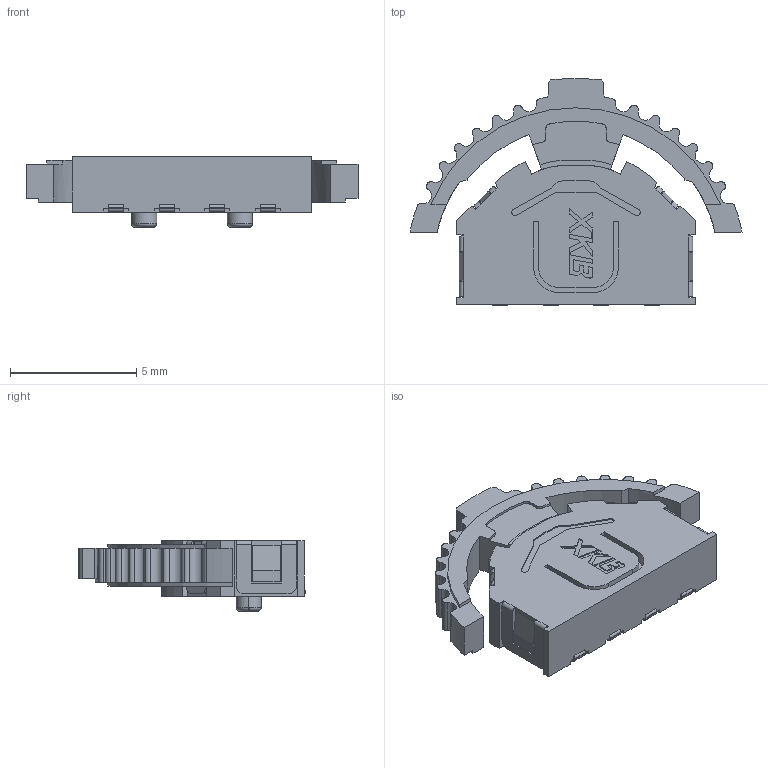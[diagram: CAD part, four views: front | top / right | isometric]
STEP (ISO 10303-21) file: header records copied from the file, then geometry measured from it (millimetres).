
FILE_DESCRIPTION(('FreeCAD Model'),'2;1');
FILE_NAME( 'XKB_TM-2024A.step', '2021-03-27T17:51:12',('kicad StepUp'),('ksu MCAD'), 'Open CASCADE STEP processor 7.3','FreeCAD','Unknown');
FILE_SCHEMA(('AUTOMOTIVE_DESIGN { 1 0 10303 214 1 1 1 1 }'));
Length unit declared in the file: millimetre
Products named in the file (1): XKB_TM-2024A
Bounding box: 13.16 x 8.99 x 2.8 mm (x, y, z)
Volume: 131.4 mm3; surface area: 303.1 mm2
Topology: 1 solids, 1 shells, 435 faces, 1198 edges, 792 vertices
Faces by surface type: plane 260, cylinder 167, torus 8
Entity records: 16933 total; most frequent: DIRECTION 2432, CARTESIAN_POINT 2426, ORIENTED_EDGE 2396, EDGE_CURVE 1198, LINE 836, VECTOR 836, AXIS2_PLACEMENT_3D 798, VERTEX_POINT 792
